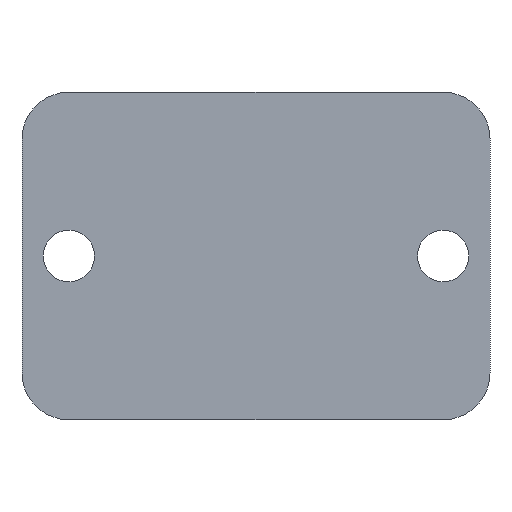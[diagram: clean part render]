
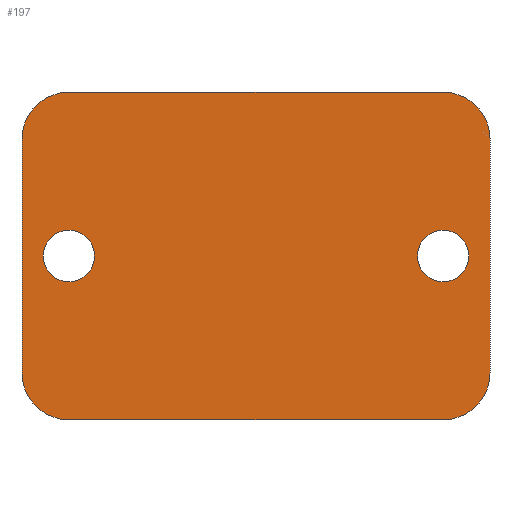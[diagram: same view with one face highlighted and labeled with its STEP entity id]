
A CAD part, front view. The second image highlights one B-rep face of the part: STEP entity #197.
In plain terms, the highlighted planar face has unit normal (0, -1, 0).
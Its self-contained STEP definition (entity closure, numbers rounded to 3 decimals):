
#197 = ADVANCED_FACE( '', ( #468, #469, #470 ), #471, .F. );
#468 = FACE_BOUND( '', #817, .T. );
#469 = FACE_BOUND( '', #818, .T. );
#470 = FACE_OUTER_BOUND( '', #819, .T. );
#471 = PLANE( '', #820 );
#817 = EDGE_LOOP( '', ( #1357 ) );
#818 = EDGE_LOOP( '', ( #1358 ) );
#819 = EDGE_LOOP( '', ( #1359, #1360, #1361, #1362, #1363, #1364, #1365, #1366 ) );
#820 = AXIS2_PLACEMENT_3D( '', #1367, #1368, #1369 );
#1357 = ORIENTED_EDGE( '', *, *, #2063, .T. );
#1358 = ORIENTED_EDGE( '', *, *, #1911, .T. );
#1359 = ORIENTED_EDGE( '', *, *, #2013, .F. );
#1360 = ORIENTED_EDGE( '', *, *, #2054, .F. );
#1361 = ORIENTED_EDGE( '', *, *, #2064, .F. );
#1362 = ORIENTED_EDGE( '', *, *, #2065, .F. );
#1363 = ORIENTED_EDGE( '', *, *, #2020, .F. );
#1364 = ORIENTED_EDGE( '', *, *, #2066, .F. );
#1365 = ORIENTED_EDGE( '', *, *, #2067, .F. );
#1366 = ORIENTED_EDGE( '', *, *, #2068, .F. );
#1367 = CARTESIAN_POINT( '', ( -20., 0., -12.5 ) );
#1368 = DIRECTION( '', ( 0., 1., 0. ) );
#1369 = DIRECTION( '', ( 0., 0., 1. ) );
#1911 = EDGE_CURVE( '', #2248, #2248, #2249, .T. );
#2013 = EDGE_CURVE( '', #2423, #2424, #2425, .T. );
#2020 = EDGE_CURVE( '', #2434, #2435, #2436, .T. );
#2054 = EDGE_CURVE( '', #2483, #2423, #2484, .T. );
#2063 = EDGE_CURVE( '', #2495, #2495, #2496, .T. );
#2064 = EDGE_CURVE( '', #2497, #2483, #2498, .T. );
#2065 = EDGE_CURVE( '', #2435, #2497, #2499, .T. );
#2066 = EDGE_CURVE( '', #2500, #2434, #2501, .T. );
#2067 = EDGE_CURVE( '', #2502, #2500, #2503, .T. );
#2068 = EDGE_CURVE( '', #2424, #2502, #2504, .T. );
#2248 = VERTEX_POINT( '', #2744 );
#2249 = CIRCLE( '', #2745, 2.75 );
#2423 = VERTEX_POINT( '', #2985 );
#2424 = VERTEX_POINT( '', #2986 );
#2425 = CIRCLE( '', #2987, 5. );
#2434 = VERTEX_POINT( '', #3063 );
#2435 = VERTEX_POINT( '', #3064 );
#2436 = CIRCLE( '', #3065, 5. );
#2483 = VERTEX_POINT( '', #3141 );
#2484 = LINE( '', #3142, #3143 );
#2495 = VERTEX_POINT( '', #3157 );
#2496 = CIRCLE( '', #3158, 2.75 );
#2497 = VERTEX_POINT( '', #3159 );
#2498 = CIRCLE( '', #3160, 5. );
#2499 = LINE( '', #3161, #3162 );
#2500 = VERTEX_POINT( '', #3163 );
#2501 = LINE( '', #3164, #3165 );
#2502 = VERTEX_POINT( '', #3166 );
#2503 = CIRCLE( '', #3167, 5. );
#2504 = LINE( '', #3168, #3169 );
#2744 = CARTESIAN_POINT( '', ( 22.75, 0., 0. ) );
#2745 = AXIS2_PLACEMENT_3D( '', #3446, #3447, #3448 );
#2985 = CARTESIAN_POINT( '', ( -20., 0., -17.5 ) );
#2986 = CARTESIAN_POINT( '', ( -25., 0., -12.5 ) );
#2987 = AXIS2_PLACEMENT_3D( '', #3598, #3599, #3600 );
#3063 = CARTESIAN_POINT( '', ( 20., 0., 17.5 ) );
#3064 = CARTESIAN_POINT( '', ( 25., 0., 12.5 ) );
#3065 = AXIS2_PLACEMENT_3D( '', #3606, #3607, #3608 );
#3141 = CARTESIAN_POINT( '', ( 20., 0., -17.5 ) );
#3142 = CARTESIAN_POINT( '', ( 20., 0., -17.5 ) );
#3143 = VECTOR( '', #3632, 1000. );
#3157 = CARTESIAN_POINT( '', ( -17.25, 0., 0. ) );
#3158 = AXIS2_PLACEMENT_3D( '', #3642, #3643, #3644 );
#3159 = CARTESIAN_POINT( '', ( 25., 0., -12.5 ) );
#3160 = AXIS2_PLACEMENT_3D( '', #3645, #3646, #3647 );
#3161 = CARTESIAN_POINT( '', ( 25., 0., 12.5 ) );
#3162 = VECTOR( '', #3648, 1000. );
#3163 = CARTESIAN_POINT( '', ( -20., 0., 17.5 ) );
#3164 = CARTESIAN_POINT( '', ( -20., 0., 17.5 ) );
#3165 = VECTOR( '', #3649, 1000. );
#3166 = CARTESIAN_POINT( '', ( -25., 0., 12.5 ) );
#3167 = AXIS2_PLACEMENT_3D( '', #3650, #3651, #3652 );
#3168 = CARTESIAN_POINT( '', ( -25., 0., -12.5 ) );
#3169 = VECTOR( '', #3653, 1000. );
#3446 = CARTESIAN_POINT( '', ( 20., 0., 0. ) );
#3447 = DIRECTION( '', ( 0., 1., 0. ) );
#3448 = DIRECTION( '', ( 1., 0., 0. ) );
#3598 = CARTESIAN_POINT( '', ( -20., 0., -12.5 ) );
#3599 = DIRECTION( '', ( 0., 1., 0. ) );
#3600 = DIRECTION( '', ( 1., 0., 0. ) );
#3606 = CARTESIAN_POINT( '', ( 20., 0., 12.5 ) );
#3607 = DIRECTION( '', ( 0., 1., 0. ) );
#3608 = DIRECTION( '', ( 1., 0., 0. ) );
#3632 = DIRECTION( '', ( -1., 0., 0. ) );
#3642 = CARTESIAN_POINT( '', ( -20., 0., 0. ) );
#3643 = DIRECTION( '', ( 0., 1., 0. ) );
#3644 = DIRECTION( '', ( 1., 0., 0. ) );
#3645 = CARTESIAN_POINT( '', ( 20., 0., -12.5 ) );
#3646 = DIRECTION( '', ( 0., 1., 0. ) );
#3647 = DIRECTION( '', ( 1., 0., 0. ) );
#3648 = DIRECTION( '', ( 0., 0., -1. ) );
#3649 = DIRECTION( '', ( 1., 0., 0. ) );
#3650 = CARTESIAN_POINT( '', ( -20., 0., 12.5 ) );
#3651 = DIRECTION( '', ( 0., 1., 0. ) );
#3652 = DIRECTION( '', ( 1., 0., 0. ) );
#3653 = DIRECTION( '', ( 0., 0., 1. ) );
